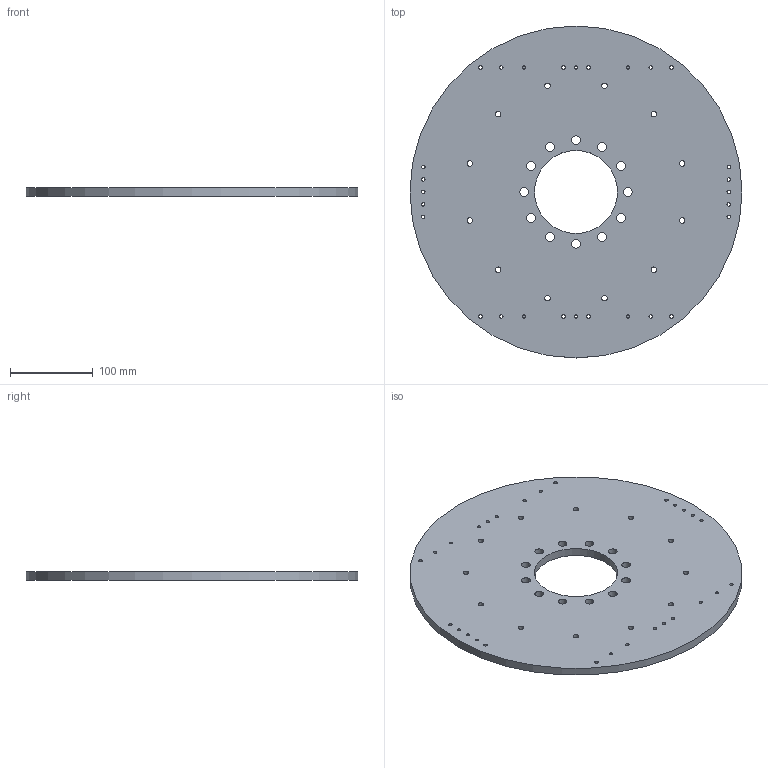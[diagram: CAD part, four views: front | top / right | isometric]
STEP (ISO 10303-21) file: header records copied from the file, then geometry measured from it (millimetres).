
FILE_DESCRIPTION( ( 'Unknown' ), '1' );
FILE_NAME( '后天线支撑板（S3.8.11402）.stp', 'Unknown', ( 'Unknown' ), ( 'Unknown' ), 'XStep 1.0', 'Unknown', ' ' );
FILE_SCHEMA( ( 'automotive_design' ) );
Length unit declared in the file: millimetre
Products named in the file (1): 1
Bounding box: 400 x 400 x 10 mm (x, y, z)
Volume: 1159918.8 mm3; surface area: 257755.5 mm2
Topology: 1 solids, 1 shells, 60 faces, 210 edges, 156 vertices
Faces by surface type: cylinder 54, plane 6
Full cylindrical faces by diameter (mm): 4 x4, 4.134 x24, 6.647 x12, 10.5 x12, 100 x1, 400 x1
Entity records: 2376 total; most frequent: DIRECTION 338, CARTESIAN_POINT 277, EDGE_LOOP 216, ORIENTED_EDGE 216, AXIS2_PLACEMENT_3D 169, FACE_OUTER_BOUND 114, EDGE_CURVE 108, VERTEX_POINT 108
